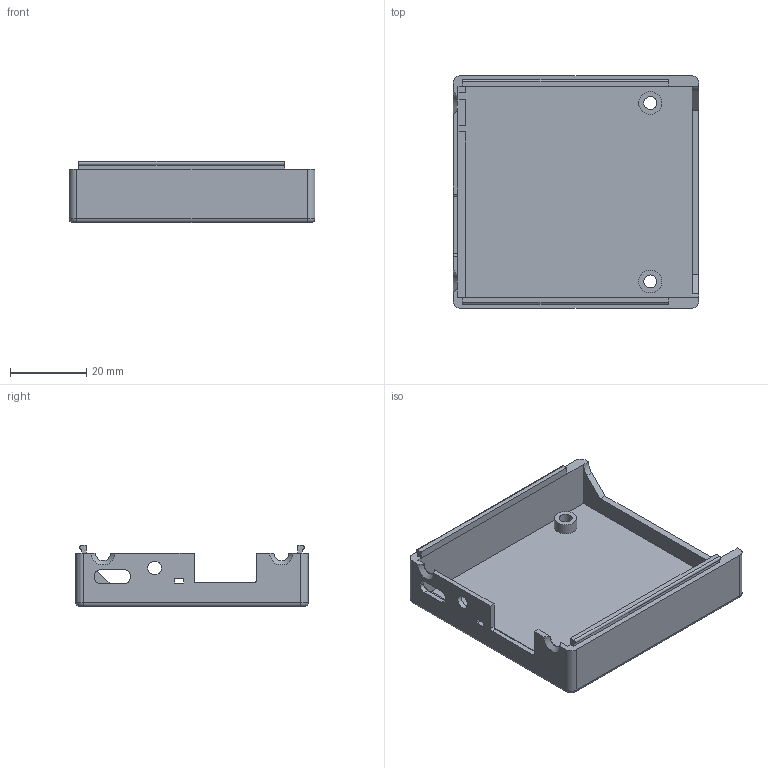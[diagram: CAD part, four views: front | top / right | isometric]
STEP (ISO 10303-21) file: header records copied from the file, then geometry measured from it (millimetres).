
FILE_DESCRIPTION(('FreeCAD Model'),'2;1');
FILE_NAME('Open CASCADE Shape Model','2024-06-07T15:44:03',( 'Magnus Kofoed'),('Kofotronic'),'Open CASCADE STEP processor 7.6', 'FreeCAD','Unknown');
FILE_SCHEMA(('AUTOMOTIVE_DESIGN { 1 0 10303 214 1 1 1 1 }'));
Length unit declared in the file: millimetre
Products named in the file (1): Body
Bounding box: 64.5 x 61 x 16 mm (x, y, z)
Volume: 12175 mm3; surface area: 13728.6 mm2
Topology: 1 solids, 1 shells, 90 faces, 240 edges, 155 vertices
Faces by surface type: plane 51, cylinder 29, torus 6, cone 4
Full cylindrical faces by diameter (mm): 3.4 x2, 3.6 x1, 6 x2
Entity records: 2841 total; most frequent: DIRECTION 497, CARTESIAN_POINT 486, ORIENTED_EDGE 480, EDGE_CURVE 240, AXIS2_PLACEMENT_3D 166, LINE 165, VECTOR 165, VERTEX_POINT 155
